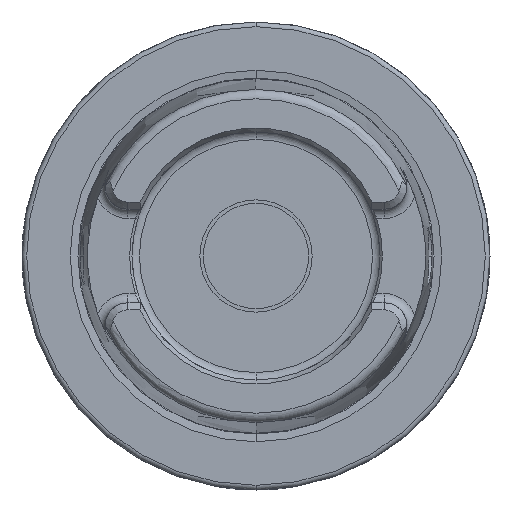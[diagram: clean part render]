
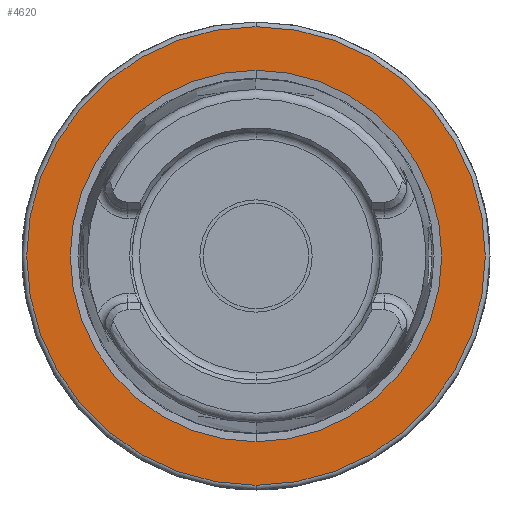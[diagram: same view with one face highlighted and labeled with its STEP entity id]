
A CAD part, left-side view. The second image highlights one B-rep face of the part: STEP entity #4620.
In plain terms, the highlighted planar face has unit normal (-1, 0, 0).
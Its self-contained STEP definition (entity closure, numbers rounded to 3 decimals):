
#1250=CARTESIAN_POINT('',(0.,0.,0.));
#1251=DIRECTION('',(1.,0.,0.));
#1252=DIRECTION('',(0.,0.,-1.));
#1253=AXIS2_PLACEMENT_3D('',#1250,#1251,#1252);
#1255=CARTESIAN_POINT('',(0.,0.,0.));
#1256=DIRECTION('',(1.,0.,0.));
#1257=DIRECTION('',(0.,0.,1.));
#1258=AXIS2_PLACEMENT_3D('',#1255,#1256,#1257);
#1260=CARTESIAN_POINT('',(0.,0.,0.));
#1261=DIRECTION('',(-1.,0.,0.));
#1262=DIRECTION('',(0.,0.,-1.));
#1263=AXIS2_PLACEMENT_3D('',#1260,#1261,#1262);
#1265=CARTESIAN_POINT('',(0.,0.,0.));
#1266=DIRECTION('',(-1.,0.,0.));
#1267=DIRECTION('',(0.,0.,1.));
#1268=AXIS2_PLACEMENT_3D('',#1265,#1266,#1267);
#2818=CARTESIAN_POINT('',(0.,0.,-39.682));
#2819=CARTESIAN_POINT('',(0.,0.,39.682));
#2820=VERTEX_POINT('',#2818);
#2821=VERTEX_POINT('',#2819);
#3131=CARTESIAN_POINT('',(0.,0.,-49.));
#3132=CARTESIAN_POINT('',(0.,0.,49.));
#3133=VERTEX_POINT('',#3131);
#3134=VERTEX_POINT('',#3132);
#4605=CARTESIAN_POINT('',(0.,0.,0.));
#4606=DIRECTION('',(1.,0.,0.));
#4607=DIRECTION('',(0.,0.,1.));
#4608=AXIS2_PLACEMENT_3D('',#4605,#4606,#4607);
#4609=PLANE('',#4608);
#4611=ORIENTED_EDGE('',*,*,#4610,.F.);
#4613=ORIENTED_EDGE('',*,*,#4612,.F.);
#4614=EDGE_LOOP('',(#4611,#4613));
#4615=FACE_OUTER_BOUND('',#4614,.F.);
#4616=ORIENTED_EDGE('',*,*,#4561,.F.);
#4617=ORIENTED_EDGE('',*,*,#4546,.F.);
#4618=EDGE_LOOP('',(#4616,#4617));
#4619=FACE_BOUND('',#4618,.F.);
#4620=ADVANCED_FACE('',(#4615,#4619),#4609,.F.);
#1254=CIRCLE('',#1253,39.682);
#1259=CIRCLE('',#1258,39.682);
#1264=CIRCLE('',#1263,49.);
#1269=CIRCLE('',#1268,49.);
#4546=EDGE_CURVE('',#2821,#2820,#1259,.T.);
#4561=EDGE_CURVE('',#2820,#2821,#1254,.T.);
#4610=EDGE_CURVE('',#3133,#3134,#1264,.T.);
#4612=EDGE_CURVE('',#3134,#3133,#1269,.T.);
